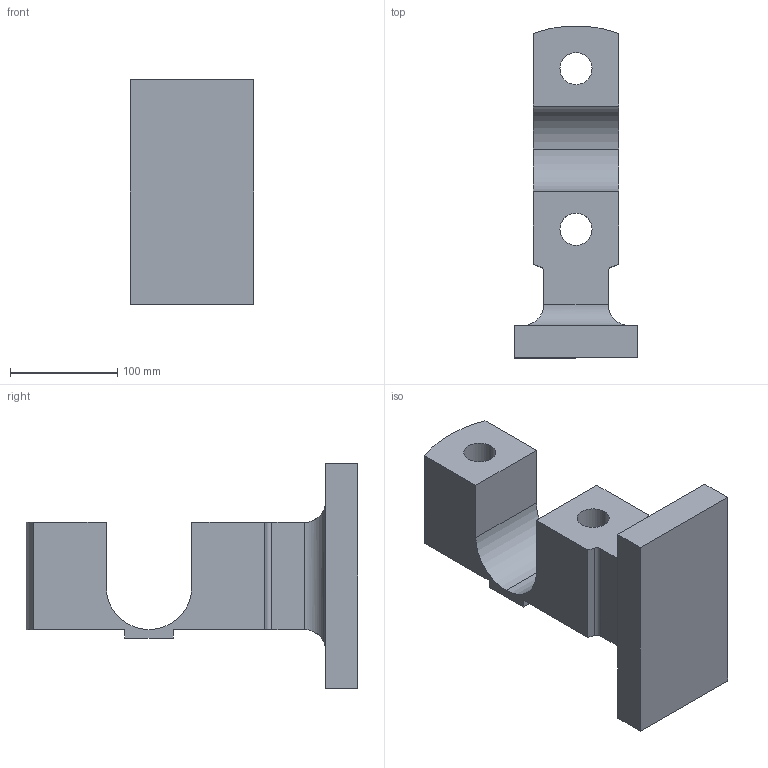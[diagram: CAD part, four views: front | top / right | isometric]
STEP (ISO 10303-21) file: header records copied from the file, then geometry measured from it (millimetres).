
FILE_DESCRIPTION (( 'STEP AP214' ), '1' );
FILE_NAME ('body.STEP', '2025-07-13T16:54:29', ( '' ), ( '' ), 'SwSTEP 2.0', 'SolidWorks 2025', '' );
FILE_SCHEMA (( 'AUTOMOTIVE_DESIGN' ));
Length unit declared in the file: millimetre
Products named in the file (1): body
Bounding box: 115 x 309.71 x 210 mm (x, y, z)
Volume: 2168035.8 mm3; surface area: 182121.3 mm2
Topology: 1 solids, 1 shells, 34 faces, 89 edges, 58 vertices
Faces by surface type: plane 19, cylinder 15
Entity records: 1074 total; most frequent: CARTESIAN_POINT 194, ORIENTED_EDGE 178, DIRECTION 177, EDGE_CURVE 89, VECTOR 63, LINE 63, VERTEX_POINT 58, AXIS2_PLACEMENT_3D 57
